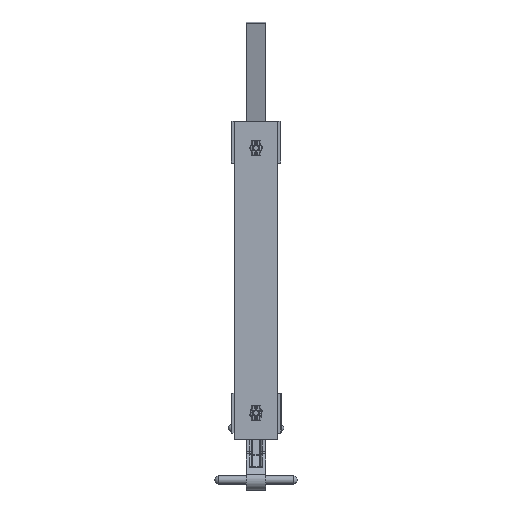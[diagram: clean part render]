
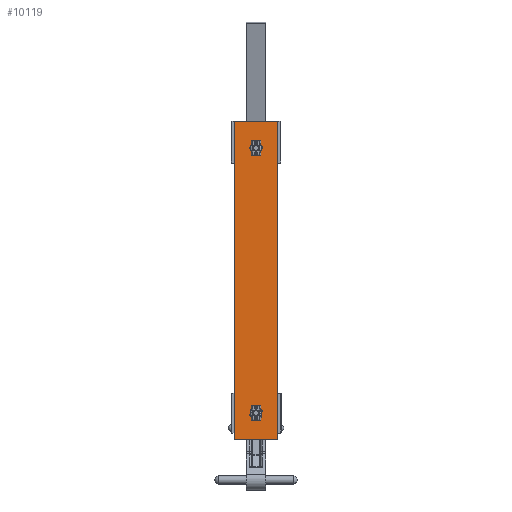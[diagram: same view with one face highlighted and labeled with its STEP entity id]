
A CAD part, front view. The second image highlights one B-rep face of the part: STEP entity #10119.
In plain terms, the highlighted planar face has unit normal (0, -1, 0).
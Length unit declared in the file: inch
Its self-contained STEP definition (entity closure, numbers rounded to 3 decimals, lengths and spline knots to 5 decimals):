
#557 = EDGE_CURVE ( 'NONE', #15696, #44060, #14315, .T. ) ;
#1599 = DIRECTION ( 'NONE',  ( 0., 0., 1. ) ) ;
#1947 = CARTESIAN_POINT ( 'NONE',  ( 0.8125, 0., -6. ) ) ;
#2026 = ORIENTED_EDGE ( 'NONE', *, *, #557, .T. ) ;
#2469 = AXIS2_PLACEMENT_3D ( 'NONE', #13474, #37719, #16960 ) ;
#2582 = AXIS2_PLACEMENT_3D ( 'NONE', #11855, #22381, #1599 ) ;
#2847 = DIRECTION ( 'NONE',  ( 0., 0., 1. ) ) ;
#3655 = DIRECTION ( 'NONE',  ( 0., 1., 0. ) ) ;
#4228 = VERTEX_POINT ( 'NONE', #9597 ) ;
#5679 = VECTOR ( 'NONE', #9348, 39.37008 ) ;
#5875 = EDGE_CURVE ( 'NONE', #44060, #15696, #10277, .T. ) ;
#6640 = CARTESIAN_POINT ( 'NONE',  ( -0.8125, 0., 6. ) ) ;
#8100 = LINE ( 'NONE', #6640, #42820 ) ;
#8624 = VECTOR ( 'NONE', #19400, 39.37008 ) ;
#9348 = DIRECTION ( 'NONE',  ( 0., 0., -1. ) ) ;
#9597 = CARTESIAN_POINT ( 'NONE',  ( -0.8125, 0., -6. ) ) ;
#10119 = ADVANCED_FACE ( 'NONE', ( #12161, #13282, #39870 ), #32655, .F. ) ;
#10277 = CIRCLE ( 'NONE', #11487, 0.166 ) ;
#10344 = EDGE_CURVE ( 'NONE', #32025, #33378, #31165, .T. ) ;
#10429 = CARTESIAN_POINT ( 'NONE',  ( 0., 0., -5.166 ) ) ;
#10464 = CARTESIAN_POINT ( 'NONE',  ( 0., 0., -5. ) ) ;
#10975 = VERTEX_POINT ( 'NONE', #28710 ) ;
#11354 = EDGE_CURVE ( 'NONE', #4228, #33378, #22242, .T. ) ;
#11456 = EDGE_CURVE ( 'NONE', #23777, #32025, #27113, .T. ) ;
#11487 = AXIS2_PLACEMENT_3D ( 'NONE', #10464, #34750, #13996 ) ;
#11855 = CARTESIAN_POINT ( 'NONE',  ( 0., 0., 6. ) ) ;
#11857 = VECTOR ( 'NONE', #36197, 39.37008 ) ;
#12161 = FACE_BOUND ( 'NONE', #17180, .T. ) ;
#12727 = ORIENTED_EDGE ( 'NONE', *, *, #24847, .T. ) ;
#13282 = FACE_BOUND ( 'NONE', #42639, .T. ) ;
#13474 = CARTESIAN_POINT ( 'NONE',  ( 0., 0., 5. ) ) ;
#13751 = AXIS2_PLACEMENT_3D ( 'NONE', #44370, #23634, #2847 ) ;
#13996 = DIRECTION ( 'NONE',  ( 0., 0., 1. ) ) ;
#14081 = CARTESIAN_POINT ( 'NONE',  ( 0., 0., -4.834 ) ) ;
#14315 = CIRCLE ( 'NONE', #13751, 0.166 ) ;
#15696 = VERTEX_POINT ( 'NONE', #10429 ) ;
#15915 = CIRCLE ( 'NONE', #31460, 0.166 ) ;
#16960 = DIRECTION ( 'NONE',  ( 0., 0., 1. ) ) ;
#17180 = EDGE_LOOP ( 'NONE', ( #42285, #36679 ) ) ;
#19400 = DIRECTION ( 'NONE',  ( 1., 0., 0. ) ) ;
#19654 = CARTESIAN_POINT ( 'NONE',  ( 0.8125, 0., 6. ) ) ;
#22242 = LINE ( 'NONE', #32707, #11857 ) ;
#22381 = DIRECTION ( 'NONE',  ( 0., 1., 0. ) ) ;
#22442 = EDGE_LOOP ( 'NONE', ( #43601, #39685, #27297, #12727 ) ) ;
#22895 = CARTESIAN_POINT ( 'NONE',  ( 0., 0., 6. ) ) ;
#23634 = DIRECTION ( 'NONE',  ( 0., 1., 0. ) ) ;
#23777 = VERTEX_POINT ( 'NONE', #24064 ) ;
#24064 = CARTESIAN_POINT ( 'NONE',  ( -0.8125, 0., 6. ) ) ;
#24446 = CARTESIAN_POINT ( 'NONE',  ( 0., 0., 5. ) ) ;
#24847 = EDGE_CURVE ( 'NONE', #23777, #4228, #8100, .T. ) ;
#26672 = CARTESIAN_POINT ( 'NONE',  ( 0.8125, 0., 6. ) ) ;
#27113 = LINE ( 'NONE', #22895, #8624 ) ;
#27297 = ORIENTED_EDGE ( 'NONE', *, *, #11456, .F. ) ;
#27888 = DIRECTION ( 'NONE',  ( 0., 0., 1. ) ) ;
#28710 = CARTESIAN_POINT ( 'NONE',  ( 0., 0., 5.166 ) ) ;
#29481 = CARTESIAN_POINT ( 'NONE',  ( 0., 0., 4.834 ) ) ;
#29571 = CIRCLE ( 'NONE', #2469, 0.166 ) ;
#31165 = LINE ( 'NONE', #26672, #5679 ) ;
#31460 = AXIS2_PLACEMENT_3D ( 'NONE', #24446, #3655, #27888 ) ;
#31907 = VERTEX_POINT ( 'NONE', #29481 ) ;
#32025 = VERTEX_POINT ( 'NONE', #19654 ) ;
#32655 = PLANE ( 'NONE',  #2582 ) ;
#32707 = CARTESIAN_POINT ( 'NONE',  ( 0., 0., -6. ) ) ;
#33378 = VERTEX_POINT ( 'NONE', #1947 ) ;
#34239 = DIRECTION ( 'NONE',  ( 0., 0., -1. ) ) ;
#34750 = DIRECTION ( 'NONE',  ( 0., 1., 0. ) ) ;
#34783 = EDGE_CURVE ( 'NONE', #31907, #10975, #15915, .T. ) ;
#36197 = DIRECTION ( 'NONE',  ( 1., 0., 0. ) ) ;
#36679 = ORIENTED_EDGE ( 'NONE', *, *, #34783, .T. ) ;
#37719 = DIRECTION ( 'NONE',  ( 0., 1., 0. ) ) ;
#39685 = ORIENTED_EDGE ( 'NONE', *, *, #10344, .F. ) ;
#39870 = FACE_OUTER_BOUND ( 'NONE', #22442, .T. ) ;
#42285 = ORIENTED_EDGE ( 'NONE', *, *, #44496, .T. ) ;
#42639 = EDGE_LOOP ( 'NONE', ( #43173, #2026 ) ) ;
#42820 = VECTOR ( 'NONE', #34239, 39.37008 ) ;
#43173 = ORIENTED_EDGE ( 'NONE', *, *, #5875, .T. ) ;
#43601 = ORIENTED_EDGE ( 'NONE', *, *, #11354, .T. ) ;
#44060 = VERTEX_POINT ( 'NONE', #14081 ) ;
#44370 = CARTESIAN_POINT ( 'NONE',  ( 0., 0., -5. ) ) ;
#44496 = EDGE_CURVE ( 'NONE', #10975, #31907, #29571, .T. ) ;
